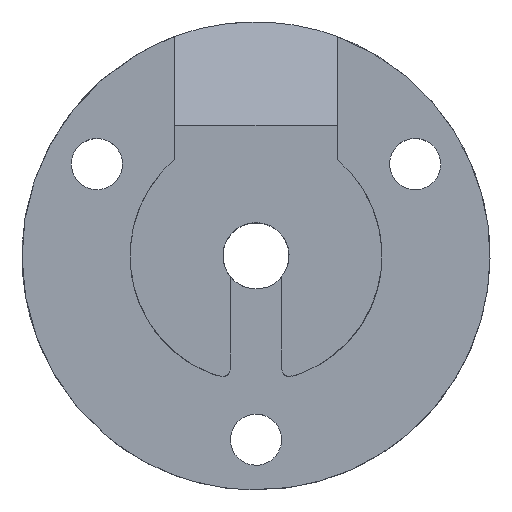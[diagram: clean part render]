
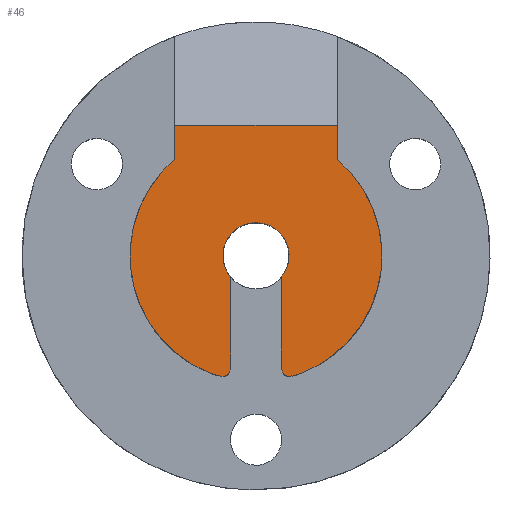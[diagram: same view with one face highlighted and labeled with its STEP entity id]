
A CAD part, top view. The second image highlights one B-rep face of the part: STEP entity #46.
In plain terms, the highlighted planar face has unit normal (0, 0, 1).
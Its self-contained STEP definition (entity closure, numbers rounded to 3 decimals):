
#46=ADVANCED_FACE('',(#88),#715,.T.);
#88=FACE_OUTER_BOUND('',#134,.T.);
#134=EDGE_LOOP('',(#248,#249,#250,#251,#252,#253,#254,#255,#256,#257,#258));
#248=ORIENTED_EDGE('',*,*,#464,.T.);
#249=ORIENTED_EDGE('',*,*,#484,.T.);
#250=ORIENTED_EDGE('',*,*,#485,.T.);
#251=ORIENTED_EDGE('',*,*,#455,.T.);
#252=ORIENTED_EDGE('',*,*,#462,.T.);
#253=ORIENTED_EDGE('',*,*,#437,.F.);
#254=ORIENTED_EDGE('',*,*,#440,.T.);
#255=ORIENTED_EDGE('',*,*,#409,.F.);
#256=ORIENTED_EDGE('',*,*,#441,.T.);
#257=ORIENTED_EDGE('',*,*,#465,.F.);
#258=ORIENTED_EDGE('',*,*,#469,.T.);
#409=EDGE_CURVE('',#627,#628,#555,.T.);
#437=EDGE_CURVE('',#649,#660,#508,.T.);
#440=EDGE_CURVE('',#649,#628,#579,.T.);
#441=EDGE_CURVE('',#627,#648,#580,.T.);
#455=EDGE_CURVE('',#656,#661,#593,.T.);
#462=EDGE_CURVE('',#661,#660,#598,.T.);
#464=EDGE_CURVE('',#665,#659,#600,.T.);
#465=EDGE_CURVE('',#667,#648,#513,.T.);
#469=EDGE_CURVE('',#667,#665,#604,.T.);
#484=EDGE_CURVE('',#659,#676,#527,.T.);
#485=EDGE_CURVE('',#676,#656,#528,.T.);
#508=(
BOUNDED_CURVE()
B_SPLINE_CURVE(2,(#1194,#1195,#1196,#1197,#1198),.UNSPECIFIED.,.F.,.F.)
B_SPLINE_CURVE_WITH_KNOTS((3,2,3),(0.,10.441,18.535),
 .UNSPECIFIED.)
CURVE()
GEOMETRIC_REPRESENTATION_ITEM()
RATIONAL_B_SPLINE_CURVE((1.,0.837,1.,0.9,1.))
REPRESENTATION_ITEM('')
);
#513=(
BOUNDED_CURVE()
B_SPLINE_CURVE(2,(#1265,#1266,#1267,#1268,#1269),.UNSPECIFIED.,.F.,.F.)
B_SPLINE_CURVE_WITH_KNOTS((3,2,3),(2.355,10.441,20.882),
 .UNSPECIFIED.)
CURVE()
GEOMETRIC_REPRESENTATION_ITEM()
RATIONAL_B_SPLINE_CURVE((1.,0.9,1.,0.837,1.))
REPRESENTATION_ITEM('')
);
#527=(
BOUNDED_CURVE()
B_SPLINE_CURVE(2,(#1385,#1386,#1387,#1388,#1389),.UNSPECIFIED.,.F.,.F.)
B_SPLINE_CURVE_WITH_KNOTS((3,2,3),(-12.147,-9.214,
-6.281),.UNSPECIFIED.)
CURVE()
GEOMETRIC_REPRESENTATION_ITEM()
RATIONAL_B_SPLINE_CURVE((1.,0.829,1.,0.829,1.))
REPRESENTATION_ITEM('')
);
#528=(
BOUNDED_CURVE()
B_SPLINE_CURVE(2,(#1390,#1391,#1392,#1393,#1394),.UNSPECIFIED.,.F.,.F.)
B_SPLINE_CURVE_WITH_KNOTS((3,2,3),(-6.281,-3.269,-0.918),
 .UNSPECIFIED.)
CURVE()
GEOMETRIC_REPRESENTATION_ITEM()
RATIONAL_B_SPLINE_CURVE((1.,0.818,1.,0.887,1.))
REPRESENTATION_ITEM('')
);
#555=B_SPLINE_CURVE_WITH_KNOTS('',1,(#1078,#1079),.UNSPECIFIED.,.F.,.F.,
(2,2),(0.,10.351),.UNSPECIFIED.);
#579=B_SPLINE_CURVE_WITH_KNOTS('',1,(#1204,#1205),.UNSPECIFIED.,.F.,.F.,
(2,2),(0.,2.172),.UNSPECIFIED.);
#580=B_SPLINE_CURVE_WITH_KNOTS('',1,(#1206,#1207),.UNSPECIFIED.,.F.,.F.,
(2,2),(0.,2.172),.UNSPECIFIED.);
#593=B_SPLINE_CURVE_WITH_KNOTS('',1,(#1235,#1236),.UNSPECIFIED.,.F.,.F.,
(2,2),(-11.54,-5.657),.UNSPECIFIED.);
#598=B_SPLINE_CURVE_WITH_KNOTS('',5,(#1251,#1252,#1253,#1254,#1255,#1256),
 .UNSPECIFIED.,.F.,.F.,(6,6),(-2.65,0.),.UNSPECIFIED.);
#600=B_SPLINE_CURVE_WITH_KNOTS('',1,(#1263,#1264),.UNSPECIFIED.,.F.,.F.,
(2,2),(1.598,6.734),.UNSPECIFIED.);
#604=B_SPLINE_CURVE_WITH_KNOTS('',5,(#1280,#1281,#1282,#1283,#1284,#1285),
 .UNSPECIFIED.,.F.,.F.,(6,6),(0.,2.652),.UNSPECIFIED.);
#627=VERTEX_POINT('',#979);
#628=VERTEX_POINT('',#980);
#648=VERTEX_POINT('',#1000);
#649=VERTEX_POINT('',#1001);
#656=VERTEX_POINT('',#1008);
#659=VERTEX_POINT('',#1011);
#660=VERTEX_POINT('',#1012);
#661=VERTEX_POINT('',#1013);
#665=VERTEX_POINT('',#1017);
#667=VERTEX_POINT('',#1019);
#676=VERTEX_POINT('',#1028);
#715=PLANE('',#841);
#841=AXIS2_PLACEMENT_3D('',#951,#884,$);
#884=DIRECTION('',(0.,0.,1.));
#951=CARTESIAN_POINT('',(125.825,-41.602,11.643));
#979=CARTESIAN_POINT('',(131.649,-23.759,11.643));
#980=CARTESIAN_POINT('',(142.,-23.759,11.643));
#1000=CARTESIAN_POINT('',(131.649,-25.931,11.643));
#1001=CARTESIAN_POINT('',(142.,-25.931,11.643));
#1008=CARTESIAN_POINT('',(138.415,-33.403,11.643));
#1011=CARTESIAN_POINT('',(135.229,-33.397,11.643));
#1012=CARTESIAN_POINT('',(139.785,-39.464,11.643));
#1013=CARTESIAN_POINT('',(138.415,-38.535,11.643));
#1017=CARTESIAN_POINT('',(135.229,-38.533,11.643));
#1019=CARTESIAN_POINT('',(133.859,-39.461,11.643));
#1028=CARTESIAN_POINT('',(137.029,-29.941,11.643));
#1078=CARTESIAN_POINT('',(131.649,-23.759,11.643));
#1079=CARTESIAN_POINT('',(142.,-23.759,11.643));
#1194=CARTESIAN_POINT('',(142.,-25.931,11.643));
#1195=CARTESIAN_POINT('',(145.981,-29.308,11.643));
#1196=CARTESIAN_POINT('',(144.493,-34.312,11.643));
#1197=CARTESIAN_POINT('',(143.387,-38.029,11.643));
#1198=CARTESIAN_POINT('',(139.785,-39.464,11.643));
#1204=CARTESIAN_POINT('',(142.,-25.931,11.643));
#1205=CARTESIAN_POINT('',(142.,-23.759,11.643));
#1206=CARTESIAN_POINT('',(131.649,-23.759,11.643));
#1207=CARTESIAN_POINT('',(131.649,-25.931,11.643));
#1235=CARTESIAN_POINT('',(138.415,-33.403,11.643));
#1236=CARTESIAN_POINT('',(138.415,-38.535,11.643));
#1251=CARTESIAN_POINT('',(138.415,-38.535,11.643));
#1252=CARTESIAN_POINT('',(138.415,-39.124,11.643));
#1253=CARTESIAN_POINT('',(138.415,-39.714,11.643));
#1254=CARTESIAN_POINT('',(138.668,-39.85,11.643));
#1255=CARTESIAN_POINT('',(139.237,-39.682,11.643));
#1256=CARTESIAN_POINT('',(139.785,-39.464,11.643));
#1263=CARTESIAN_POINT('',(135.229,-38.533,11.643));
#1264=CARTESIAN_POINT('',(135.229,-33.397,11.643));
#1265=CARTESIAN_POINT('',(133.859,-39.461,11.643));
#1266=CARTESIAN_POINT('',(130.261,-38.025,11.643));
#1267=CARTESIAN_POINT('',(129.157,-34.312,11.643));
#1268=CARTESIAN_POINT('',(127.668,-29.308,11.643));
#1269=CARTESIAN_POINT('',(131.649,-25.931,11.643));
#1280=CARTESIAN_POINT('',(133.859,-39.461,11.643));
#1281=CARTESIAN_POINT('',(134.407,-39.68,11.643));
#1282=CARTESIAN_POINT('',(134.975,-39.848,11.643));
#1283=CARTESIAN_POINT('',(135.229,-39.713,11.643));
#1284=CARTESIAN_POINT('',(135.229,-39.123,11.643));
#1285=CARTESIAN_POINT('',(135.229,-38.533,11.643));
#1385=CARTESIAN_POINT('',(135.229,-33.397,11.643));
#1386=CARTESIAN_POINT('',(134.307,-32.32,11.643));
#1387=CARTESIAN_POINT('',(134.962,-31.061,11.643));
#1388=CARTESIAN_POINT('',(135.617,-29.803,11.643));
#1389=CARTESIAN_POINT('',(137.029,-29.941,11.643));
#1390=CARTESIAN_POINT('',(137.029,-29.941,11.643));
#1391=CARTESIAN_POINT('',(138.498,-30.085,11.643));
#1392=CARTESIAN_POINT('',(138.86,-31.516,11.643));
#1393=CARTESIAN_POINT('',(139.129,-32.575,11.643));
#1394=CARTESIAN_POINT('',(138.415,-33.403,11.643));
